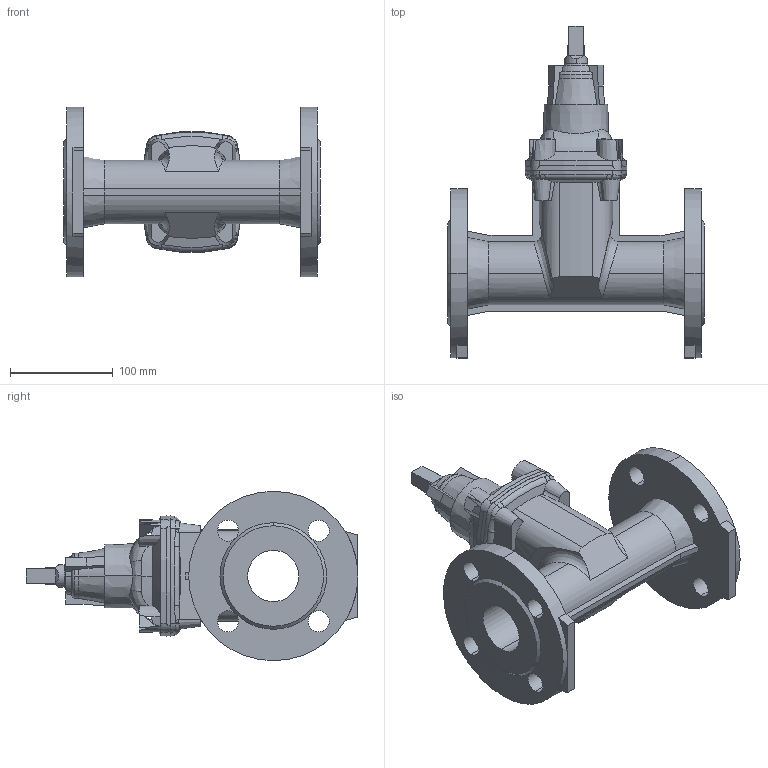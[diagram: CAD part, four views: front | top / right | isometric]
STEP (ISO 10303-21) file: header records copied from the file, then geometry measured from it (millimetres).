
FILE_DESCRIPTION (( 'STEP AP203' ), '1' );
FILE_NAME ('O_02_60_DN50.STEP', '2015-01-27T03:56:16', ( '' ), ( '' ), 'SwSTEP 2.0', 'SolidWorks 2012', '' );
FILE_SCHEMA (( 'CONFIG_CONTROL_DESIGN' ));
Length unit declared in the file: millimetre
Products named in the file (1): O_02_60_DN50
Bounding box: 250 x 323.5 x 165 mm (x, y, z)
Volume: 1867153.1 mm3; surface area: 240241.4 mm2
Topology: 1 solids, 1 shells, 260 faces, 718 edges, 467 vertices
Faces by surface type: cone 86, plane 82, cylinder 42, bspline 40, torus 10
Entity records: 11263 total; most frequent: CARTESIAN_POINT 5064, ORIENTED_EDGE 1436, DIRECTION 1110, EDGE_CURVE 718, VERTEX_POINT 467, AXIS2_PLACEMENT_3D 447, EDGE_LOOP 285, FACE_OUTER_BOUND 260
